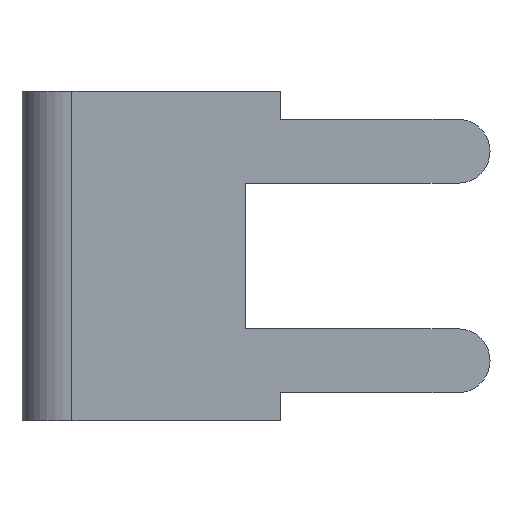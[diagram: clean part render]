
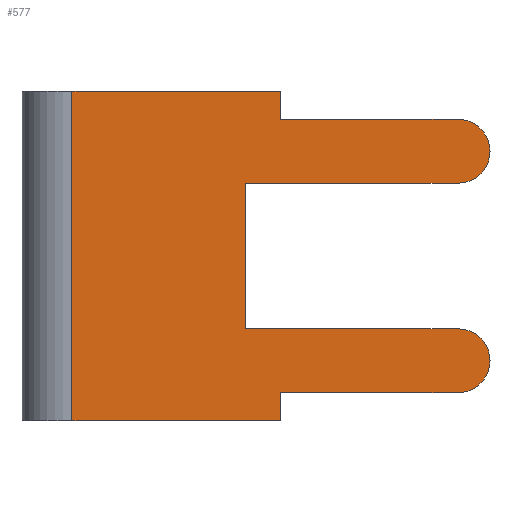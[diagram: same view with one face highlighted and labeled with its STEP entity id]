
A CAD part, left-side view. The second image highlights one B-rep face of the part: STEP entity #577.
In plain terms, the highlighted planar face has unit normal (-1, 0, 0).
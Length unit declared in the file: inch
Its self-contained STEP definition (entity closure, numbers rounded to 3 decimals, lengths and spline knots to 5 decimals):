
#574 = VERTEX_POINT ( 'NONE', #1340 ) ;
#577 = ADVANCED_FACE ( 'NONE', ( #1334 ), #1333, .F. ) ;
#578 = EDGE_LOOP ( 'NONE', ( #579, #583, #586, #588, #589, #592, #595, #598, #601, #604, #607, #610 ) ) ;
#579 = ORIENTED_EDGE ( 'NONE', *, *, #580, .F. ) ;
#580 = EDGE_CURVE ( 'NONE', #581, #582, #1331, .T. ) ;
#581 = VERTEX_POINT ( 'NONE', #1324 ) ;
#582 = VERTEX_POINT ( 'NONE', #1323 ) ;
#583 = ORIENTED_EDGE ( 'NONE', *, *, #584, .F. ) ;
#584 = EDGE_CURVE ( 'NONE', #585, #581, #1322, .T. ) ;
#585 = VERTEX_POINT ( 'NONE', #1318 ) ;
#586 = ORIENTED_EDGE ( 'NONE', *, *, #587, .T. ) ;
#587 = EDGE_CURVE ( 'NONE', #585, #574, #1317, .T. ) ;
#588 = ORIENTED_EDGE ( 'NONE', *, *, #767, .T. ) ;
#589 = ORIENTED_EDGE ( 'NONE', *, *, #590, .F. ) ;
#590 = EDGE_CURVE ( 'NONE', #591, #764, #1313, .T. ) ;
#591 = VERTEX_POINT ( 'NONE', #1279 ) ;
#592 = ORIENTED_EDGE ( 'NONE', *, *, #593, .F. ) ;
#593 = EDGE_CURVE ( 'NONE', #594, #591, #1278, .T. ) ;
#594 = VERTEX_POINT ( 'NONE', #1274 ) ;
#595 = ORIENTED_EDGE ( 'NONE', *, *, #596, .F. ) ;
#596 = EDGE_CURVE ( 'NONE', #597, #594, #1273, .T. ) ;
#597 = VERTEX_POINT ( 'NONE', #1268 ) ;
#598 = ORIENTED_EDGE ( 'NONE', *, *, #599, .F. ) ;
#599 = EDGE_CURVE ( 'NONE', #600, #597, #1267, .T. ) ;
#600 = VERTEX_POINT ( 'NONE', #1263 ) ;
#601 = ORIENTED_EDGE ( 'NONE', *, *, #602, .F. ) ;
#602 = EDGE_CURVE ( 'NONE', #603, #600, #1262, .T. ) ;
#603 = VERTEX_POINT ( 'NONE', #1258 ) ;
#604 = ORIENTED_EDGE ( 'NONE', *, *, #605, .F. ) ;
#605 = EDGE_CURVE ( 'NONE', #606, #603, #1257, .T. ) ;
#606 = VERTEX_POINT ( 'NONE', #1253 ) ;
#607 = ORIENTED_EDGE ( 'NONE', *, *, #608, .F. ) ;
#608 = EDGE_CURVE ( 'NONE', #609, #606, #1031, .T. ) ;
#609 = VERTEX_POINT ( 'NONE', #1596 ) ;
#610 = ORIENTED_EDGE ( 'NONE', *, *, #611, .F. ) ;
#611 = EDGE_CURVE ( 'NONE', #582, #609, #1595, .T. ) ;
#764 = VERTEX_POINT ( 'NONE', #1474 ) ;
#767 = EDGE_CURVE ( 'NONE', #574, #764, #1469, .T. ) ;
#1031 = CIRCLE ( 'NONE', #1197, 0.03 ) ;
#1196 = CARTESIAN_POINT ( 'NONE',  ( -0.155, 0.03, 0.2535 ) ) ;
#1197 = AXIS2_PLACEMENT_3D ( 'NONE', #1196, #1251, #1597 ) ;
#1251 = DIRECTION ( 'NONE',  ( 1., 0., 0. ) ) ;
#1253 = CARTESIAN_POINT ( 'NONE',  ( -0.155, 0.03, 0.2235 ) ) ;
#1254 = DIRECTION ( 'NONE',  ( 0., 1., 0. ) ) ;
#1255 = VECTOR ( 'NONE', #1254, 39.37008 ) ;
#1256 = CARTESIAN_POINT ( 'NONE',  ( -0.155, 0.393, 0.2235 ) ) ;
#1257 = LINE ( 'NONE', #1256, #1255 ) ;
#1258 = CARTESIAN_POINT ( 'NONE',  ( -0.155, 0.23, 0.2235 ) ) ;
#1259 = DIRECTION ( 'NONE',  ( 0., 0., -1. ) ) ;
#1260 = VECTOR ( 'NONE', #1259, 39.37008 ) ;
#1261 = CARTESIAN_POINT ( 'NONE',  ( -0.155, 0.23, 0.31 ) ) ;
#1262 = LINE ( 'NONE', #1261, #1260 ) ;
#1263 = CARTESIAN_POINT ( 'NONE',  ( -0.155, 0.23, 0.0865 ) ) ;
#1264 = DIRECTION ( 'NONE',  ( 0., -1., 0. ) ) ;
#1265 = VECTOR ( 'NONE', #1264, 39.37008 ) ;
#1266 = CARTESIAN_POINT ( 'NONE',  ( -0.155, 0.393, 0.0865 ) ) ;
#1267 = LINE ( 'NONE', #1266, #1265 ) ;
#1268 = CARTESIAN_POINT ( 'NONE',  ( -0.155, 0.03, 0.0865 ) ) ;
#1269 = DIRECTION ( 'NONE',  ( 0., 0., -1. ) ) ;
#1270 = DIRECTION ( 'NONE',  ( 1., 0., 0. ) ) ;
#1271 = CARTESIAN_POINT ( 'NONE',  ( -0.155, 0.03, 0.0565 ) ) ;
#1272 = AXIS2_PLACEMENT_3D ( 'NONE', #1271, #1270, #1269 ) ;
#1273 = CIRCLE ( 'NONE', #1272, 0.03 ) ;
#1274 = CARTESIAN_POINT ( 'NONE',  ( -0.155, 0.03, 0.0265 ) ) ;
#1275 = DIRECTION ( 'NONE',  ( 0., 1., 0. ) ) ;
#1276 = VECTOR ( 'NONE', #1275, 39.37008 ) ;
#1277 = CARTESIAN_POINT ( 'NONE',  ( -0.155, 0.393, 0.0265 ) ) ;
#1278 = LINE ( 'NONE', #1277, #1276 ) ;
#1279 = CARTESIAN_POINT ( 'NONE',  ( -0.155, 0.197, 0.0265 ) ) ;
#1280 = DIRECTION ( 'NONE',  ( 0., 0., -1. ) ) ;
#1281 = VECTOR ( 'NONE', #1280, 39.37008 ) ;
#1282 = CARTESIAN_POINT ( 'NONE',  ( -0.155, 0.197, 0.31 ) ) ;
#1313 = LINE ( 'NONE', #1282, #1281 ) ;
#1314 = DIRECTION ( 'NONE',  ( 0., 0., -1. ) ) ;
#1315 = VECTOR ( 'NONE', #1314, 39.37008 ) ;
#1316 = CARTESIAN_POINT ( 'NONE',  ( -0.155, 0.393, 0.31 ) ) ;
#1317 = LINE ( 'NONE', #1316, #1315 ) ;
#1318 = CARTESIAN_POINT ( 'NONE',  ( -0.155, 0.393, 0.31 ) ) ;
#1319 = DIRECTION ( 'NONE',  ( 0., -1., 0. ) ) ;
#1320 = VECTOR ( 'NONE', #1319, 39.37008 ) ;
#1321 = CARTESIAN_POINT ( 'NONE',  ( -0.155, 0.393, 0.31 ) ) ;
#1322 = LINE ( 'NONE', #1321, #1320 ) ;
#1323 = CARTESIAN_POINT ( 'NONE',  ( -0.155, 0.197, 0.2835 ) ) ;
#1324 = CARTESIAN_POINT ( 'NONE',  ( -0.155, 0.197, 0.31 ) ) ;
#1325 = DIRECTION ( 'NONE',  ( 0., 0., -1. ) ) ;
#1326 = VECTOR ( 'NONE', #1325, 39.37008 ) ;
#1327 = CARTESIAN_POINT ( 'NONE',  ( -0.155, 0.197, 0.31 ) ) ;
#1328 = DIRECTION ( 'NONE',  ( 0., 0., -1. ) ) ;
#1329 = DIRECTION ( 'NONE',  ( 1., 0., 0. ) ) ;
#1330 = CARTESIAN_POINT ( 'NONE',  ( -0.155, 0.393, 0.31 ) ) ;
#1331 = LINE ( 'NONE', #1327, #1326 ) ;
#1332 = AXIS2_PLACEMENT_3D ( 'NONE', #1330, #1329, #1328 ) ;
#1333 = PLANE ( 'NONE',  #1332 ) ;
#1334 = FACE_OUTER_BOUND ( 'NONE', #578, .T. ) ;
#1340 = CARTESIAN_POINT ( 'NONE',  ( -0.155, 0.393, 0. ) ) ;
#1466 = DIRECTION ( 'NONE',  ( 0., -1., 0. ) ) ;
#1467 = VECTOR ( 'NONE', #1466, 39.37008 ) ;
#1468 = CARTESIAN_POINT ( 'NONE',  ( -0.155, 0.393, 0. ) ) ;
#1469 = LINE ( 'NONE', #1468, #1467 ) ;
#1474 = CARTESIAN_POINT ( 'NONE',  ( -0.155, 0.197, 0. ) ) ;
#1592 = DIRECTION ( 'NONE',  ( 0., -1., 0. ) ) ;
#1593 = VECTOR ( 'NONE', #1592, 39.37008 ) ;
#1594 = CARTESIAN_POINT ( 'NONE',  ( -0.155, 0.393, 0.2835 ) ) ;
#1595 = LINE ( 'NONE', #1594, #1593 ) ;
#1596 = CARTESIAN_POINT ( 'NONE',  ( -0.155, 0.03, 0.2835 ) ) ;
#1597 = DIRECTION ( 'NONE',  ( 0., 0., -1. ) ) ;
